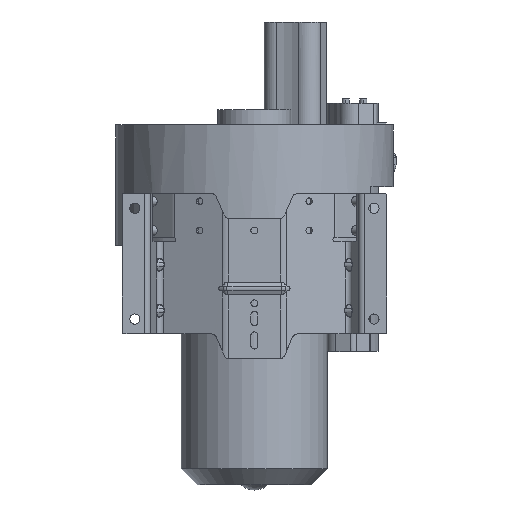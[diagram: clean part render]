
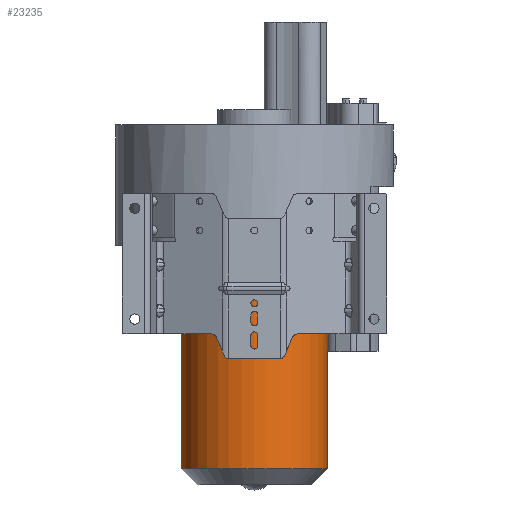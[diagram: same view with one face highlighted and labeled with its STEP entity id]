
A CAD part, front view. The second image highlights one B-rep face of the part: STEP entity #23235.
In plain terms, the highlighted cylindrical face has radius 100.25 mm (diameter 200.5 mm), a partial arc.
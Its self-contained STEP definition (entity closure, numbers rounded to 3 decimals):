
#173 = VERTEX_POINT ( 'NONE', #15817 ) ;
#2095 = ORIENTED_EDGE ( 'NONE', *, *, #8358, .T. ) ;
#3501 = CARTESIAN_POINT ( 'NONE',  ( 100.25, 0., -40.8 ) ) ;
#4050 = FACE_OUTER_BOUND ( 'NONE', #18692, .T. ) ;
#4353 = DIRECTION ( 'NONE',  ( 0., 0., -1. ) ) ;
#4566 = DIRECTION ( 'NONE',  ( 0., 0., -1. ) ) ;
#5394 = ORIENTED_EDGE ( 'NONE', *, *, #25806, .F. ) ;
#6360 = DIRECTION ( 'NONE',  ( 0., 0., -1. ) ) ;
#7930 = AXIS2_PLACEMENT_3D ( 'NONE', #19555, #23370, #13001 ) ;
#8358 = EDGE_CURVE ( 'NONE', #24104, #173, #26155, .T. ) ;
#8713 = AXIS2_PLACEMENT_3D ( 'NONE', #14413, #12358, #18629 ) ;
#10207 = DIRECTION ( 'NONE',  ( -1., 0., 0. ) ) ;
#12358 = DIRECTION ( 'NONE',  ( 0., 0., -1. ) ) ;
#12400 = CARTESIAN_POINT ( 'NONE',  ( 0., 0., -40.8 ) ) ;
#12764 = CYLINDRICAL_SURFACE ( 'NONE', #8713, 100.25 ) ;
#13001 = DIRECTION ( 'NONE',  ( -1., 0., 0. ) ) ;
#13534 = VERTEX_POINT ( 'NONE', #18787 ) ;
#14413 = CARTESIAN_POINT ( 'NONE',  ( 0., 0., -40.8 ) ) ;
#14905 = CIRCLE ( 'NONE', #7930, 100.25 ) ;
#15817 = CARTESIAN_POINT ( 'NONE',  ( -100.25, 0., -40.8 ) ) ;
#18629 = DIRECTION ( 'NONE',  ( -1., 0., 0. ) ) ;
#18692 = EDGE_LOOP ( 'NONE', ( #5394, #2095, #26883, #24875 ) ) ;
#18787 = CARTESIAN_POINT ( 'NONE',  ( -100.25, 0., -347. ) ) ;
#19555 = CARTESIAN_POINT ( 'NONE',  ( 0., 0., -347. ) ) ;
#20017 = CARTESIAN_POINT ( 'NONE',  ( 100.25, 0., -347. ) ) ;
#21206 = CARTESIAN_POINT ( 'NONE',  ( -100.25, 0., -40.8 ) ) ;
#21612 = LINE ( 'NONE', #21206, #23134 ) ;
#23134 = VECTOR ( 'NONE', #4566, 1000. ) ;
#23140 = LINE ( 'NONE', #26977, #25788 ) ;
#23235 = ADVANCED_FACE ( 'NONE', ( #4050 ), #12764, .T. ) ;
#23370 = DIRECTION ( 'NONE',  ( 0., 0., 1. ) ) ;
#24097 = VERTEX_POINT ( 'NONE', #20017 ) ;
#24104 = VERTEX_POINT ( 'NONE', #3501 ) ;
#24354 = AXIS2_PLACEMENT_3D ( 'NONE', #12400, #4353, #10207 ) ;
#24875 = ORIENTED_EDGE ( 'NONE', *, *, #26484, .T. ) ;
#25211 = EDGE_CURVE ( 'NONE', #173, #13534, #21612, .T. ) ;
#25788 = VECTOR ( 'NONE', #6360, 1000. ) ;
#25806 = EDGE_CURVE ( 'NONE', #24104, #24097, #23140, .T. ) ;
#26155 = CIRCLE ( 'NONE', #24354, 100.25 ) ;
#26484 = EDGE_CURVE ( 'NONE', #13534, #24097, #14905, .T. ) ;
#26883 = ORIENTED_EDGE ( 'NONE', *, *, #25211, .T. ) ;
#26977 = CARTESIAN_POINT ( 'NONE',  ( 100.25, 0., -40.8 ) ) ;
